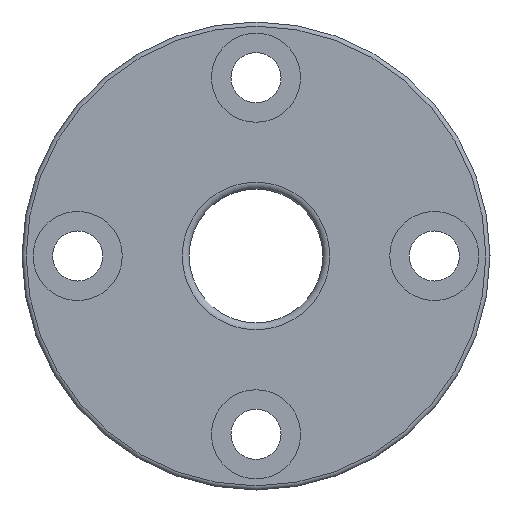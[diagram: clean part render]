
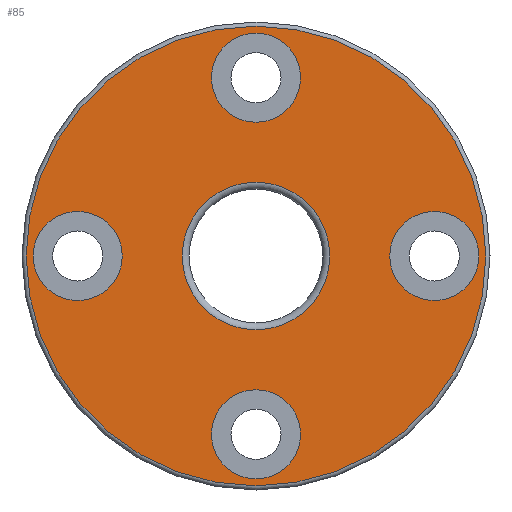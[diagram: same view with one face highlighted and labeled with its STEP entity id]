
A CAD part, left-side view. The second image highlights one B-rep face of the part: STEP entity #85.
In plain terms, the highlighted planar face has unit normal (-1, 0, 0).
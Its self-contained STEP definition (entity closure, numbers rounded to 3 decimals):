
#85 = ADVANCED_FACE( '', ( #190, #191, #192, #193, #194, #195 ), #196, .T. );
#190 = FACE_BOUND( '', #297, .T. );
#191 = FACE_BOUND( '', #298, .T. );
#192 = FACE_BOUND( '', #299, .T. );
#193 = FACE_OUTER_BOUND( '', #300, .T. );
#194 = FACE_BOUND( '', #301, .T. );
#195 = FACE_BOUND( '', #302, .T. );
#196 = PLANE( '', #303 );
#297 = EDGE_LOOP( '', ( #436 ) );
#298 = EDGE_LOOP( '', ( #437 ) );
#299 = EDGE_LOOP( '', ( #438 ) );
#300 = EDGE_LOOP( '', ( #439 ) );
#301 = EDGE_LOOP( '', ( #440 ) );
#302 = EDGE_LOOP( '', ( #441 ) );
#303 = AXIS2_PLACEMENT_3D( '', #442, #443, #444 );
#436 = ORIENTED_EDGE( '', *, *, #504, .T. );
#437 = ORIENTED_EDGE( '', *, *, #507, .T. );
#438 = ORIENTED_EDGE( '', *, *, #477, .T. );
#439 = ORIENTED_EDGE( '', *, *, #473, .F. );
#440 = ORIENTED_EDGE( '', *, *, #465, .T. );
#441 = ORIENTED_EDGE( '', *, *, #480, .T. );
#442 = CARTESIAN_POINT( '', ( 0., 20.625, 0. ) );
#443 = DIRECTION( '', ( -1., 0., 0. ) );
#444 = DIRECTION( '', ( 0., 0., 1. ) );
#465 = EDGE_CURVE( '', #516, #516, #517, .T. );
#473 = EDGE_CURVE( '', #529, #529, #530, .T. );
#477 = EDGE_CURVE( '', #536, #536, #537, .T. );
#480 = EDGE_CURVE( '', #541, #541, #542, .T. );
#504 = EDGE_CURVE( '', #578, #578, #579, .T. );
#507 = EDGE_CURVE( '', #582, #582, #583, .F. );
#516 = VERTEX_POINT( '', #593 );
#517 = CIRCLE( '', #594, 4. );
#529 = VERTEX_POINT( '', #606 );
#530 = CIRCLE( '', #607, 20.625 );
#536 = VERTEX_POINT( '', #613 );
#537 = CIRCLE( '', #614, 4. );
#541 = VERTEX_POINT( '', #618 );
#542 = CIRCLE( '', #619, 4. );
#578 = VERTEX_POINT( '', #655 );
#579 = CIRCLE( '', #656, 6.625 );
#582 = VERTEX_POINT( '', #659 );
#583 = CIRCLE( '', #660, 4. );
#593 = CARTESIAN_POINT( '', ( 0., -16., -4. ) );
#594 = AXIS2_PLACEMENT_3D( '', #670, #671, #672 );
#606 = CARTESIAN_POINT( '', ( 0., 0., -20.625 ) );
#607 = AXIS2_PLACEMENT_3D( '', #685, #686, #687 );
#613 = CARTESIAN_POINT( '', ( 0., 0., -20. ) );
#614 = AXIS2_PLACEMENT_3D( '', #694, #695, #696 );
#618 = CARTESIAN_POINT( '', ( 0., 0., 12. ) );
#619 = AXIS2_PLACEMENT_3D( '', #700, #701, #702 );
#655 = CARTESIAN_POINT( '', ( 0., 0., -6.625 ) );
#656 = AXIS2_PLACEMENT_3D( '', #739, #740, #741 );
#659 = CARTESIAN_POINT( '', ( 0., 16., 4. ) );
#660 = AXIS2_PLACEMENT_3D( '', #742, #743, #744 );
#670 = CARTESIAN_POINT( '', ( 0., -16., 0. ) );
#671 = DIRECTION( '', ( 1., 0., 0. ) );
#672 = DIRECTION( '', ( 0., 0., -1. ) );
#685 = CARTESIAN_POINT( '', ( 0., 0., 0. ) );
#686 = DIRECTION( '', ( 1., 0., 0. ) );
#687 = DIRECTION( '', ( 0., 0., -1. ) );
#694 = CARTESIAN_POINT( '', ( 0., 0., -16. ) );
#695 = DIRECTION( '', ( 1., 0., 0. ) );
#696 = DIRECTION( '', ( 0., 0., -1. ) );
#700 = CARTESIAN_POINT( '', ( 0., 0., 16. ) );
#701 = DIRECTION( '', ( 1., 0., 0. ) );
#702 = DIRECTION( '', ( 0., 0., -1. ) );
#739 = CARTESIAN_POINT( '', ( 0., 0., 0. ) );
#740 = DIRECTION( '', ( 1., 0., 0. ) );
#741 = DIRECTION( '', ( 0., 0., -1. ) );
#742 = CARTESIAN_POINT( '', ( 0., 16., 0. ) );
#743 = DIRECTION( '', ( -1., 0., 0. ) );
#744 = DIRECTION( '', ( 0., 0., 1. ) );
